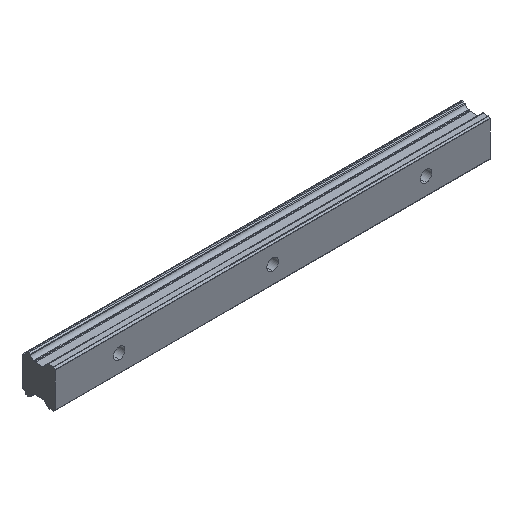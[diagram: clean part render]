
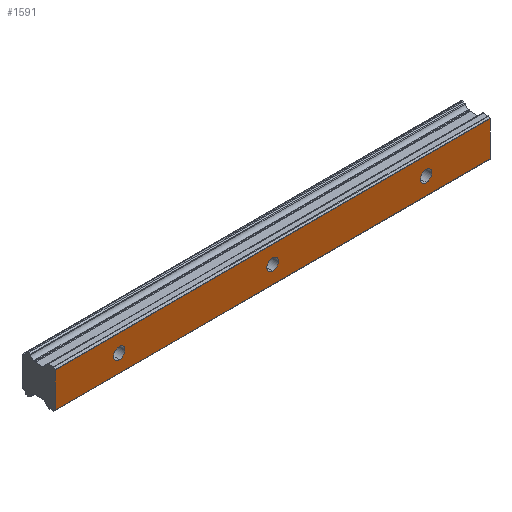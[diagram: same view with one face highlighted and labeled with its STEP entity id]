
A CAD part, isometric view. The second image highlights one B-rep face of the part: STEP entity #1591.
In plain terms, the highlighted planar face has unit normal (0, -1, 0).
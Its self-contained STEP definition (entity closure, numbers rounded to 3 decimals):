
#30 = AXIS2_PLACEMENT_3D ( 'NONE', #808, #1759, #510 ) ;
#70 = CARTESIAN_POINT ( 'NONE',  ( 120., 0., 2.25 ) ) ;
#74 = LINE ( 'NONE', #700, #1142 ) ;
#83 = CARTESIAN_POINT ( 'NONE',  ( 0., 0., 0. ) ) ;
#108 = CARTESIAN_POINT ( 'NONE',  ( 0., 0., 0. ) ) ;
#109 = CARTESIAN_POINT ( 'NONE',  ( 60., 0., 2.25 ) ) ;
#120 = VERTEX_POINT ( 'NONE', #571 ) ;
#122 = FACE_BOUND ( 'NONE', #1510, .T. ) ;
#136 = VERTEX_POINT ( 'NONE', #109 ) ;
#138 = CIRCLE ( 'NONE', #498, 2.25 ) ;
#157 = ORIENTED_EDGE ( 'NONE', *, *, #1063, .F. ) ;
#259 = DIRECTION ( 'NONE',  ( 0., 0., 1. ) ) ;
#276 = CARTESIAN_POINT ( 'NONE',  ( 60., 0., 0. ) ) ;
#291 = CARTESIAN_POINT ( 'NONE',  ( 120., 0., 0. ) ) ;
#292 = VERTEX_POINT ( 'NONE', #1241 ) ;
#296 = CIRCLE ( 'NONE', #30, 2.25 ) ;
#299 = CARTESIAN_POINT ( 'NONE',  ( 120., 0., -2.25 ) ) ;
#340 = ORIENTED_EDGE ( 'NONE', *, *, #1719, .F. ) ;
#371 = DIRECTION ( 'NONE',  ( -1., 0., 0. ) ) ;
#393 = CARTESIAN_POINT ( 'NONE',  ( 60., 0., -2.25 ) ) ;
#410 = FACE_OUTER_BOUND ( 'NONE', #1403, .T. ) ;
#420 = DIRECTION ( 'NONE',  ( 0., 0., 1. ) ) ;
#443 = EDGE_LOOP ( 'NONE', ( #157, #787 ) ) ;
#498 = AXIS2_PLACEMENT_3D ( 'NONE', #291, #715, #729 ) ;
#499 = CARTESIAN_POINT ( 'NONE',  ( 145., 0., 6.786 ) ) ;
#506 = EDGE_CURVE ( 'NONE', #1984, #136, #296, .T. ) ;
#510 = DIRECTION ( 'NONE',  ( 0., 0., 1. ) ) ;
#515 = AXIS2_PLACEMENT_3D ( 'NONE', #1224, #1707, #1188 ) ;
#518 = LINE ( 'NONE', #674, #1903 ) ;
#557 = AXIS2_PLACEMENT_3D ( 'NONE', #108, #1815, #259 ) ;
#570 = DIRECTION ( 'NONE',  ( 0., 0., 1. ) ) ;
#571 = CARTESIAN_POINT ( 'NONE',  ( -25., 0., 6.786 ) ) ;
#633 = VERTEX_POINT ( 'NONE', #70 ) ;
#674 = CARTESIAN_POINT ( 'NONE',  ( 145., 0., -6.786 ) ) ;
#697 = ORIENTED_EDGE ( 'NONE', *, *, #1668, .F. ) ;
#700 = CARTESIAN_POINT ( 'NONE',  ( 145., 0., 6.786 ) ) ;
#711 = DIRECTION ( 'NONE',  ( 0., -1., 0. ) ) ;
#715 = DIRECTION ( 'NONE',  ( 0., -1., 0. ) ) ;
#729 = DIRECTION ( 'NONE',  ( 0., 0., 1. ) ) ;
#734 = VERTEX_POINT ( 'NONE', #299 ) ;
#753 = VERTEX_POINT ( 'NONE', #904 ) ;
#787 = ORIENTED_EDGE ( 'NONE', *, *, #1885, .F. ) ;
#808 = CARTESIAN_POINT ( 'NONE',  ( 60., 0., 0. ) ) ;
#813 = LINE ( 'NONE', #499, #1603 ) ;
#850 = EDGE_CURVE ( 'NONE', #734, #633, #947, .T. ) ;
#851 = CIRCLE ( 'NONE', #1571, 2.25 ) ;
#879 = FACE_BOUND ( 'NONE', #1728, .T. ) ;
#904 = CARTESIAN_POINT ( 'NONE',  ( 0., 0., 2.25 ) ) ;
#916 = CARTESIAN_POINT ( 'NONE',  ( 145., 0., 6.786 ) ) ;
#935 = ORIENTED_EDGE ( 'NONE', *, *, #2019, .F. ) ;
#947 = CIRCLE ( 'NONE', #515, 2.25 ) ;
#962 = EDGE_CURVE ( 'NONE', #1674, #120, #995, .T. ) ;
#995 = LINE ( 'NONE', #1933, #1201 ) ;
#1046 = CARTESIAN_POINT ( 'NONE',  ( 145., 0., 6.786 ) ) ;
#1049 = AXIS2_PLACEMENT_3D ( 'NONE', #916, #2010, #420 ) ;
#1063 = EDGE_CURVE ( 'NONE', #753, #292, #1468, .T. ) ;
#1088 = VERTEX_POINT ( 'NONE', #1046 ) ;
#1121 = EDGE_CURVE ( 'NONE', #120, #1088, #74, .T. ) ;
#1142 = VECTOR ( 'NONE', #1954, 1000. ) ;
#1170 = PLANE ( 'NONE',  #1049 ) ;
#1188 = DIRECTION ( 'NONE',  ( 0., 0., 1. ) ) ;
#1201 = VECTOR ( 'NONE', #1750, 1000. ) ;
#1224 = CARTESIAN_POINT ( 'NONE',  ( 120., 0., 0. ) ) ;
#1241 = CARTESIAN_POINT ( 'NONE',  ( 0., 0., -2.25 ) ) ;
#1249 = AXIS2_PLACEMENT_3D ( 'NONE', #276, #1845, #1553 ) ;
#1293 = ORIENTED_EDGE ( 'NONE', *, *, #506, .F. ) ;
#1403 = EDGE_LOOP ( 'NONE', ( #1598, #340, #1844, #1547 ) ) ;
#1468 = CIRCLE ( 'NONE', #557, 2.25 ) ;
#1477 = CARTESIAN_POINT ( 'NONE',  ( 145., 0., -6.786 ) ) ;
#1490 = FACE_BOUND ( 'NONE', #443, .T. ) ;
#1510 = EDGE_LOOP ( 'NONE', ( #935, #1293 ) ) ;
#1547 = ORIENTED_EDGE ( 'NONE', *, *, #962, .F. ) ;
#1553 = DIRECTION ( 'NONE',  ( 0., 0., 1. ) ) ;
#1557 = EDGE_CURVE ( 'NONE', #1856, #1674, #518, .T. ) ;
#1571 = AXIS2_PLACEMENT_3D ( 'NONE', #83, #711, #570 ) ;
#1590 = DIRECTION ( 'NONE',  ( 0., 0., -1. ) ) ;
#1591 = ADVANCED_FACE ( 'NONE', ( #410, #1490, #879, #122 ), #1170, .F. ) ;
#1598 = ORIENTED_EDGE ( 'NONE', *, *, #1557, .F. ) ;
#1603 = VECTOR ( 'NONE', #1590, 1000. ) ;
#1668 = EDGE_CURVE ( 'NONE', #633, #734, #138, .T. ) ;
#1674 = VERTEX_POINT ( 'NONE', #1983 ) ;
#1707 = DIRECTION ( 'NONE',  ( 0., -1., 0. ) ) ;
#1719 = EDGE_CURVE ( 'NONE', #1088, #1856, #813, .T. ) ;
#1728 = EDGE_LOOP ( 'NONE', ( #697, #1949 ) ) ;
#1750 = DIRECTION ( 'NONE',  ( 0., 0., 1. ) ) ;
#1759 = DIRECTION ( 'NONE',  ( 0., -1., 0. ) ) ;
#1815 = DIRECTION ( 'NONE',  ( 0., -1., 0. ) ) ;
#1844 = ORIENTED_EDGE ( 'NONE', *, *, #1121, .F. ) ;
#1845 = DIRECTION ( 'NONE',  ( 0., -1., 0. ) ) ;
#1856 = VERTEX_POINT ( 'NONE', #1477 ) ;
#1877 = CIRCLE ( 'NONE', #1249, 2.25 ) ;
#1885 = EDGE_CURVE ( 'NONE', #292, #753, #851, .T. ) ;
#1903 = VECTOR ( 'NONE', #371, 1000. ) ;
#1933 = CARTESIAN_POINT ( 'NONE',  ( -25., 0., 6.786 ) ) ;
#1949 = ORIENTED_EDGE ( 'NONE', *, *, #850, .F. ) ;
#1954 = DIRECTION ( 'NONE',  ( 1., 0., 0. ) ) ;
#1983 = CARTESIAN_POINT ( 'NONE',  ( -25., 0., -6.786 ) ) ;
#1984 = VERTEX_POINT ( 'NONE', #393 ) ;
#2010 = DIRECTION ( 'NONE',  ( 0., 1., 0. ) ) ;
#2019 = EDGE_CURVE ( 'NONE', #136, #1984, #1877, .T. ) ;
